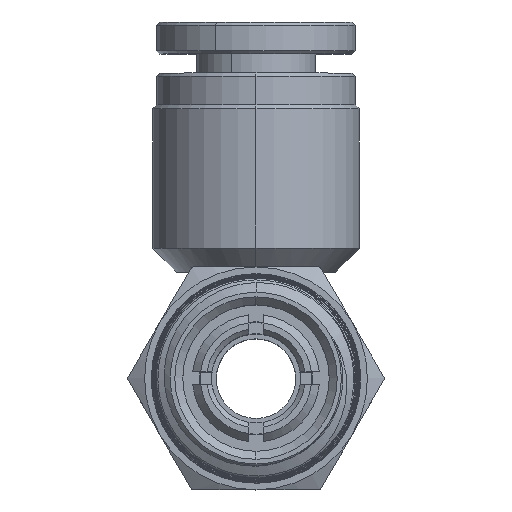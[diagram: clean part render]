
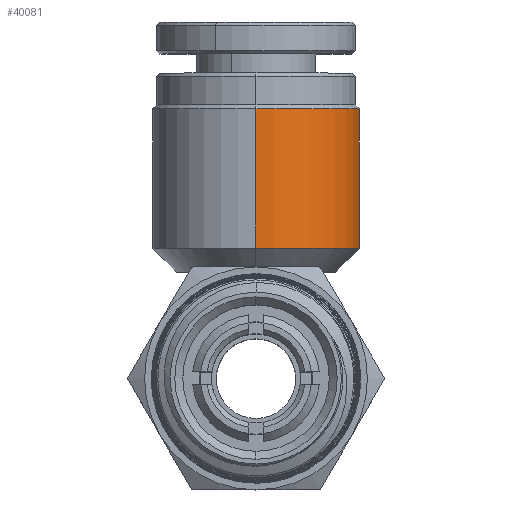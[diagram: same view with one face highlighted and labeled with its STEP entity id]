
A CAD part, top view. The second image highlights one B-rep face of the part: STEP entity #40081.
In plain terms, the highlighted cylindrical face has radius 6.5 mm (diameter 13 mm), a partial arc.
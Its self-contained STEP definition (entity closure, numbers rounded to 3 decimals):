
#459 = DIRECTION ( 'NONE',  ( 0., -1., 0. ) ) ;
#3171 = DIRECTION ( 'NONE',  ( 0., 1., 0. ) ) ;
#4487 = CARTESIAN_POINT ( 'NONE',  ( 0., 16.95, -13.2 ) ) ;
#5015 = AXIS2_PLACEMENT_3D ( 'NONE', #23397, #3171, #26782 ) ;
#5789 = VECTOR ( 'NONE', #459, 1000. ) ;
#5947 = CARTESIAN_POINT ( 'NONE',  ( 0., 19.2, -0.2 ) ) ;
#7796 = EDGE_CURVE ( 'NONE', #25387, #35784, #35061, .T. ) ;
#7837 = DIRECTION ( 'NONE',  ( 0., -1., 0. ) ) ;
#10354 = CYLINDRICAL_SURFACE ( 'NONE', #39183, 6.5 ) ;
#12519 = ORIENTED_EDGE ( 'NONE', *, *, #33694, .T. ) ;
#13037 = AXIS2_PLACEMENT_3D ( 'NONE', #28019, #7837, #31415 ) ;
#14592 = FACE_OUTER_BOUND ( 'NONE', #36003, .T. ) ;
#15633 = CARTESIAN_POINT ( 'NONE',  ( 0., 8.2, -13.2 ) ) ;
#19233 = DIRECTION ( 'NONE',  ( 0., 0., -1. ) ) ;
#23397 = CARTESIAN_POINT ( 'NONE',  ( 0., 8.2, -6.7 ) ) ;
#23840 = CARTESIAN_POINT ( 'NONE',  ( 0., 19.2, -13.2 ) ) ;
#25387 = VERTEX_POINT ( 'NONE', #37642 ) ;
#26233 = VERTEX_POINT ( 'NONE', #4487 ) ;
#26782 = DIRECTION ( 'NONE',  ( 0., 0., 1. ) ) ;
#28019 = CARTESIAN_POINT ( 'NONE',  ( 0., 16.95, -6.7 ) ) ;
#28633 = VERTEX_POINT ( 'NONE', #15633 ) ;
#29541 = DIRECTION ( 'NONE',  ( 0., -1., 0. ) ) ;
#30849 = CIRCLE ( 'NONE', #13037, 6.5 ) ;
#31319 = EDGE_CURVE ( 'NONE', #26233, #25387, #30849, .T. ) ;
#31415 = DIRECTION ( 'NONE',  ( 0., 0., 1. ) ) ;
#32487 = CARTESIAN_POINT ( 'NONE',  ( 0., 19.2, -6.7 ) ) ;
#32512 = ORIENTED_EDGE ( 'NONE', *, *, #35177, .F. ) ;
#33694 = EDGE_CURVE ( 'NONE', #35784, #28633, #43386, .T. ) ;
#35061 = LINE ( 'NONE', #5947, #42969 ) ;
#35177 = EDGE_CURVE ( 'NONE', #26233, #28633, #40530, .T. ) ;
#35784 = VERTEX_POINT ( 'NONE', #40958 ) ;
#36003 = EDGE_LOOP ( 'NONE', ( #37694, #36142, #12519, #32512 ) ) ;
#36142 = ORIENTED_EDGE ( 'NONE', *, *, #7796, .T. ) ;
#37642 = CARTESIAN_POINT ( 'NONE',  ( 0., 16.95, -0.2 ) ) ;
#37694 = ORIENTED_EDGE ( 'NONE', *, *, #31319, .T. ) ;
#39183 = AXIS2_PLACEMENT_3D ( 'NONE', #32487, #39232, #19233 ) ;
#39232 = DIRECTION ( 'NONE',  ( 0., -1., 0. ) ) ;
#40081 = ADVANCED_FACE ( 'NONE', ( #14592 ), #10354, .T. ) ;
#40530 = LINE ( 'NONE', #23840, #5789 ) ;
#40958 = CARTESIAN_POINT ( 'NONE',  ( 0., 8.2, -0.2 ) ) ;
#42969 = VECTOR ( 'NONE', #29541, 1000. ) ;
#43386 = CIRCLE ( 'NONE', #5015, 6.5 ) ;
